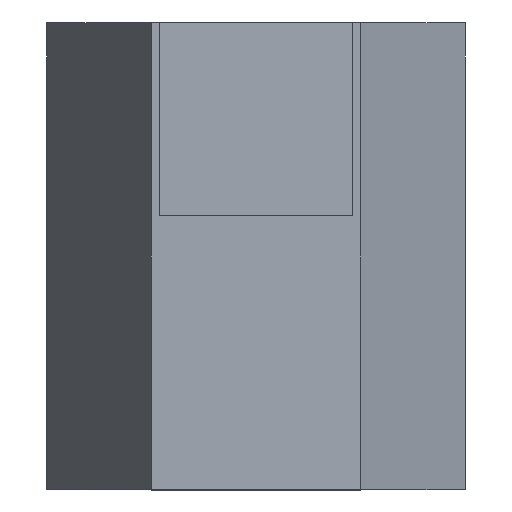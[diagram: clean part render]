
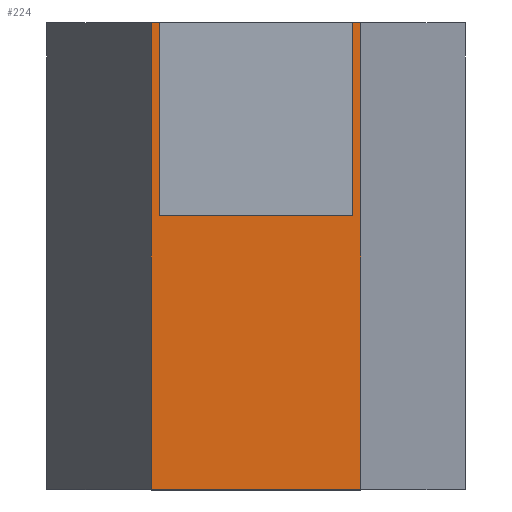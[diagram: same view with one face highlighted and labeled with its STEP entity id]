
A CAD part, top view. The second image highlights one B-rep face of the part: STEP entity #224.
In plain terms, the highlighted planar face has unit normal (0, 0, 1).
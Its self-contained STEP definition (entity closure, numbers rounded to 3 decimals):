
#18=FACE_OUTER_BOUND('',#30,.T.);
#30=EDGE_LOOP('',(#161,#162,#163,#164,#165,#166,#167,#168));
#47=LINE('',#335,#77);
#49=LINE('',#340,#79);
#50=LINE('',#341,#80);
#51=LINE('',#343,#81);
#52=LINE('',#345,#82);
#53=LINE('',#347,#83);
#54=LINE('',#349,#84);
#55=LINE('',#350,#85);
#77=VECTOR('',#275,10.);
#79=VECTOR('',#279,10.);
#80=VECTOR('',#280,10.);
#81=VECTOR('',#281,10.);
#82=VECTOR('',#282,10.);
#83=VECTOR('',#283,10.);
#84=VECTOR('',#284,10.);
#85=VECTOR('',#285,10.);
#105=VERTEX_POINT('',#332);
#106=VERTEX_POINT('',#334);
#107=VERTEX_POINT('',#338);
#108=VERTEX_POINT('',#339);
#109=VERTEX_POINT('',#342);
#110=VERTEX_POINT('',#344);
#111=VERTEX_POINT('',#346);
#112=VERTEX_POINT('',#348);
#127=EDGE_CURVE('',#106,#105,#47,.T.);
#129=EDGE_CURVE('',#107,#108,#49,.T.);
#130=EDGE_CURVE('',#106,#108,#50,.T.);
#131=EDGE_CURVE('',#109,#105,#51,.T.);
#132=EDGE_CURVE('',#110,#109,#52,.T.);
#133=EDGE_CURVE('',#111,#110,#53,.T.);
#134=EDGE_CURVE('',#111,#112,#54,.T.);
#135=EDGE_CURVE('',#112,#107,#55,.T.);
#161=ORIENTED_EDGE('',*,*,#129,.T.);
#162=ORIENTED_EDGE('',*,*,#130,.F.);
#163=ORIENTED_EDGE('',*,*,#127,.T.);
#164=ORIENTED_EDGE('',*,*,#131,.F.);
#165=ORIENTED_EDGE('',*,*,#132,.F.);
#166=ORIENTED_EDGE('',*,*,#133,.F.);
#167=ORIENTED_EDGE('',*,*,#134,.T.);
#168=ORIENTED_EDGE('',*,*,#135,.T.);
#212=PLANE('',#250);
#224=ADVANCED_FACE('',(#18),#212,.T.);
#250=AXIS2_PLACEMENT_3D('',#337,#277,#278);
#275=DIRECTION('',(0.,-1.,0.));
#277=DIRECTION('center_axis',(0.,0.,1.));
#278=DIRECTION('ref_axis',(-1.,0.,0.));
#279=DIRECTION('',(0.,1.,0.));
#280=DIRECTION('',(1.,0.,0.));
#281=DIRECTION('',(-1.,0.,0.));
#282=DIRECTION('',(0.,-1.,0.));
#283=DIRECTION('',(1.,0.,0.));
#284=DIRECTION('',(0.,-1.,0.));
#285=DIRECTION('',(-1.,0.,0.));
#332=CARTESIAN_POINT('',(-6.5,-23.,-8.449));
#334=CARTESIAN_POINT('',(-6.5,6.,-8.449));
#335=CARTESIAN_POINT('',(-6.5,-6.,-8.449));
#337=CARTESIAN_POINT('Origin',(6.5,-6.,-8.449));
#338=CARTESIAN_POINT('',(-6.,-6.,-8.449));
#339=CARTESIAN_POINT('',(-6.,6.,-8.449));
#340=CARTESIAN_POINT('',(-6.,-6.,-8.449));
#341=CARTESIAN_POINT('',(6.5,6.,-8.449));
#342=CARTESIAN_POINT('',(6.5,-23.,-8.449));
#343=CARTESIAN_POINT('',(6.5,-23.,-8.449));
#344=CARTESIAN_POINT('',(6.5,6.,-8.449));
#345=CARTESIAN_POINT('',(6.5,-6.,-8.449));
#346=CARTESIAN_POINT('',(6.,6.,-8.449));
#347=CARTESIAN_POINT('',(6.5,6.,-8.449));
#348=CARTESIAN_POINT('',(6.,-6.,-8.449));
#349=CARTESIAN_POINT('',(6.,0.,-8.449));
#350=CARTESIAN_POINT('',(6.25,-6.,-8.449));
